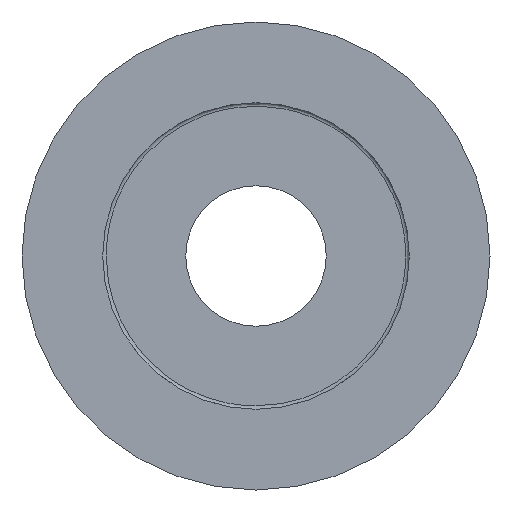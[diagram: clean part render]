
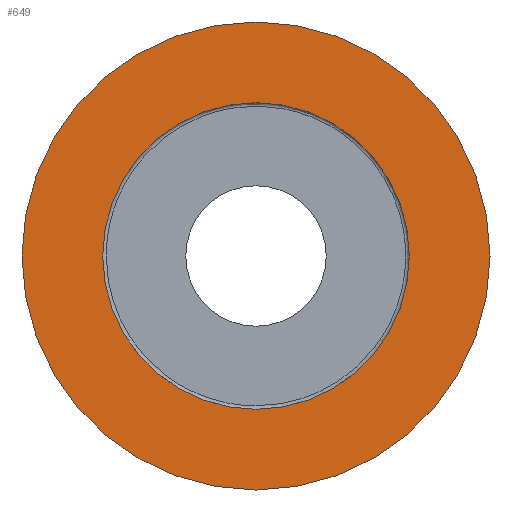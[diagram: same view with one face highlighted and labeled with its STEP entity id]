
A CAD part, left-side view. The second image highlights one B-rep face of the part: STEP entity #649.
In plain terms, the highlighted planar face has unit normal (-1, 0, 0).
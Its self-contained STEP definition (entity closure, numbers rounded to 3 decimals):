
#36 = CIRCLE ( 'NONE', #408, 20. ) ;
#80 = VERTEX_POINT ( 'NONE', #153 ) ;
#153 = CARTESIAN_POINT ( 'NONE',  ( 0., 20., 0. ) ) ;
#215 = CARTESIAN_POINT ( 'NONE',  ( 0., 13.1, 0. ) ) ;
#243 = DIRECTION ( 'NONE',  ( 0., -1., 0. ) ) ;
#250 = PLANE ( 'NONE',  #827 ) ;
#307 = FACE_OUTER_BOUND ( 'NONE', #582, .T. ) ;
#329 = EDGE_LOOP ( 'NONE', ( #712 ) ) ;
#338 = DIRECTION ( 'NONE',  ( 1., 0., 0. ) ) ;
#343 = CARTESIAN_POINT ( 'NONE',  ( 0., 0., 0. ) ) ;
#408 = AXIS2_PLACEMENT_3D ( 'NONE', #343, #409, #412 ) ;
#409 = DIRECTION ( 'NONE',  ( -1., 0., 0. ) ) ;
#412 = DIRECTION ( 'NONE',  ( 0., 1., 0. ) ) ;
#418 = AXIS2_PLACEMENT_3D ( 'NONE', #757, #338, #480 ) ;
#427 = EDGE_CURVE ( 'NONE', #80, #80, #36, .T. ) ;
#477 = CARTESIAN_POINT ( 'NONE',  ( 0., 20., 0. ) ) ;
#480 = DIRECTION ( 'NONE',  ( 0., 1., 0. ) ) ;
#557 = ORIENTED_EDGE ( 'NONE', *, *, #427, .T. ) ;
#561 = EDGE_CURVE ( 'NONE', #648, #648, #841, .T. ) ;
#582 = EDGE_LOOP ( 'NONE', ( #557 ) ) ;
#648 = VERTEX_POINT ( 'NONE', #215 ) ;
#649 = ADVANCED_FACE ( 'NONE', ( #826, #307 ), #250, .T. ) ;
#671 = DIRECTION ( 'NONE',  ( -1., 0., 0. ) ) ;
#712 = ORIENTED_EDGE ( 'NONE', *, *, #561, .T. ) ;
#757 = CARTESIAN_POINT ( 'NONE',  ( 0., 0., 0. ) ) ;
#826 = FACE_BOUND ( 'NONE', #329, .T. ) ;
#827 = AXIS2_PLACEMENT_3D ( 'NONE', #477, #671, #243 ) ;
#841 = CIRCLE ( 'NONE', #418, 13.1 ) ;
